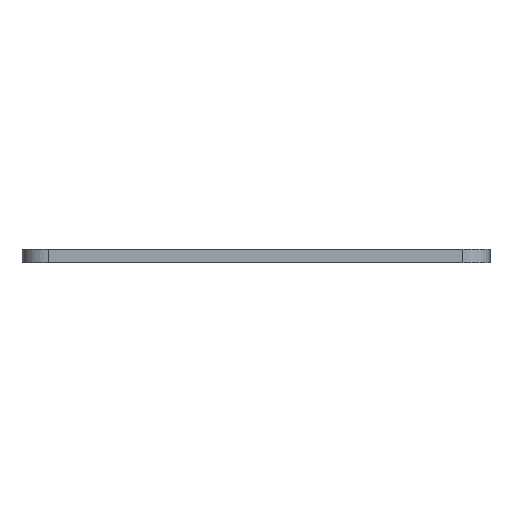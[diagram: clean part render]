
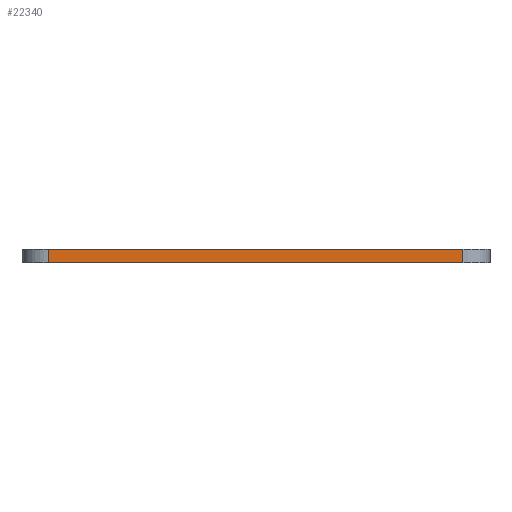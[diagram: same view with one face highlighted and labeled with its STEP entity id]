
A CAD part, left-side view. The second image highlights one B-rep face of the part: STEP entity #22340.
In plain terms, the highlighted planar face has unit normal (-1, 0, 0).
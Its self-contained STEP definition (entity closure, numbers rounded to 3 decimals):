
#4000=CARTESIAN_POINT('',(92.923,169.249,0.));
#4010=VERTEX_POINT('',#4000);
#4040=CARTESIAN_POINT('',(92.923,107.249,0.));
#4050=DIRECTION('',(0.,1.,0.));
#4060=VECTOR('',#4050,1.);
#4070=LINE('',#4040,#4060);
#4080=CARTESIAN_POINT('',(92.923,107.249,0.));
#4090=VERTEX_POINT('',#4080);
#4100=EDGE_CURVE('',#4090,#4010,#4070,.T.);
#7620=CARTESIAN_POINT('',(92.923,107.249,2.));
#7630=VERTEX_POINT('',#7620);
#7660=CARTESIAN_POINT('',(92.923,107.249,2.));
#7670=DIRECTION('',(0.,1.,0.));
#7680=VECTOR('',#7670,1.);
#7690=LINE('',#7660,#7680);
#7700=CARTESIAN_POINT('',(92.923,169.249,2.));
#7710=VERTEX_POINT('',#7700);
#7720=EDGE_CURVE('',#7630,#7710,#7690,.T.);
#22080=CARTESIAN_POINT('',(92.923,169.249,0.));
#22090=DIRECTION('',(0.,0.,1.));
#22100=VECTOR('',#22090,1.);
#22110=LINE('',#22080,#22100);
#22120=EDGE_CURVE('',#4010,#7710,#22110,.T.);
#22180=CARTESIAN_POINT('',(92.923,107.249,0.));
#22190=DIRECTION('',(-1.,0.,0.));
#22200=DIRECTION('',(0.,1.,0.));
#22210=AXIS2_PLACEMENT_3D('',#22180,#22190,#22200);
#22220=PLANE('',#22210);
#22230=ORIENTED_EDGE('',*,*,#22120,.F.);
#22240=ORIENTED_EDGE('',*,*,#7720,.T.);
#22250=CARTESIAN_POINT('',(92.923,107.249,0.));
#22260=DIRECTION('',(0.,0.,1.));
#22270=VECTOR('',#22260,1.);
#22280=LINE('',#22250,#22270);
#22290=EDGE_CURVE('',#4090,#7630,#22280,.T.);
#22300=ORIENTED_EDGE('',*,*,#22290,.T.);
#22310=ORIENTED_EDGE('',*,*,#4100,.F.);
#22320=EDGE_LOOP('',(#22310,#22300,#22240,#22230));
#22330=FACE_OUTER_BOUND('',#22320,.T.);
#22340=ADVANCED_FACE('',(#22330),#22220,.T.);
